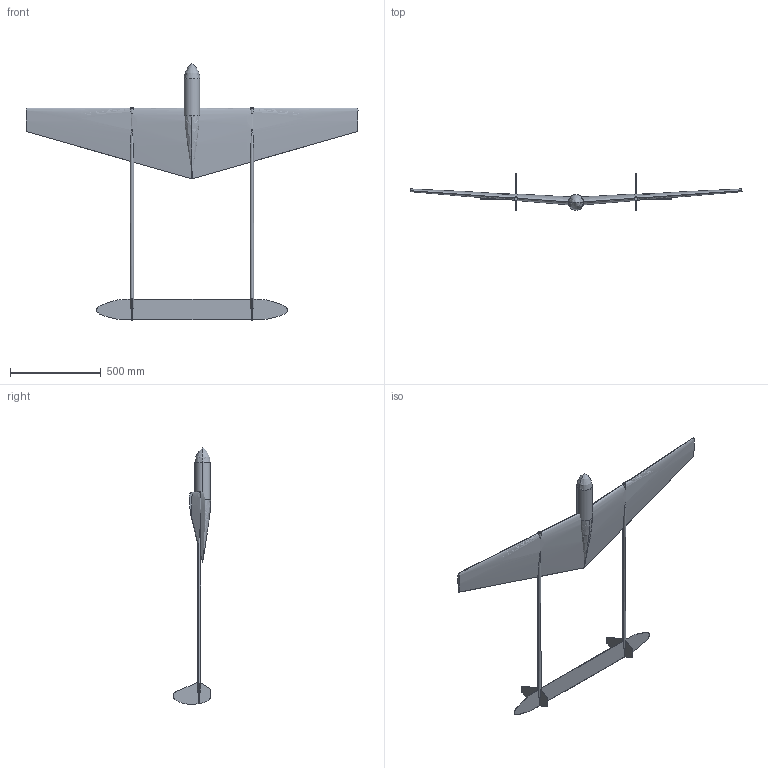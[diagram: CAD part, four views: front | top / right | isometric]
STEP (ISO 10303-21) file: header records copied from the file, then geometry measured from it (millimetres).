
FILE_DESCRIPTION (( 'STEP AP203' ), '1' );
FILE_NAME ('peleneditstep.STEP', '2023-08-24T12:04:03', ( '' ), ( '' ), 'SwSTEP 2.0', 'SolidWorks 2022', '' );
FILE_SCHEMA (( 'CONFIG_CONTROL_DESIGN' ));
Length unit declared in the file: millimetre
Products named in the file (1): peleneditstep
Bounding box: 1825.04 x 204.72 x 1412.2 mm (x, y, z)
Volume: 13889648 mm3; surface area: 1482516.2 mm2
Topology: 2 solids, 2 shells, 99 faces, 273 edges, 174 vertices
Faces by surface type: plane 57, cylinder 26, bspline 14, torus 2
Entity records: 5306 total; most frequent: CARTESIAN_POINT 2825, ORIENTED_EDGE 542, DIRECTION 455, EDGE_CURVE 271, VERTEX_POINT 174, AXIS2_PLACEMENT_3D 160, LINE 135, VECTOR 135
